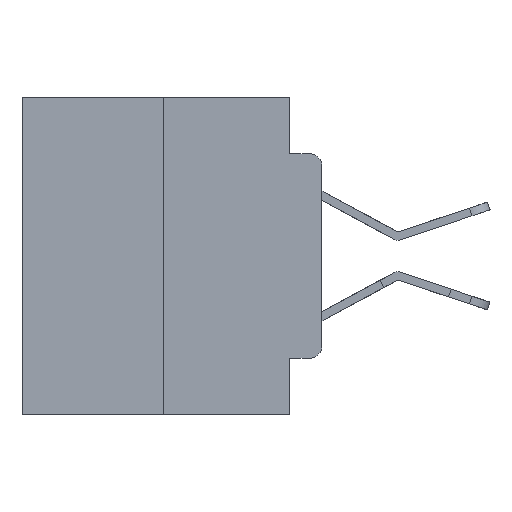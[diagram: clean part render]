
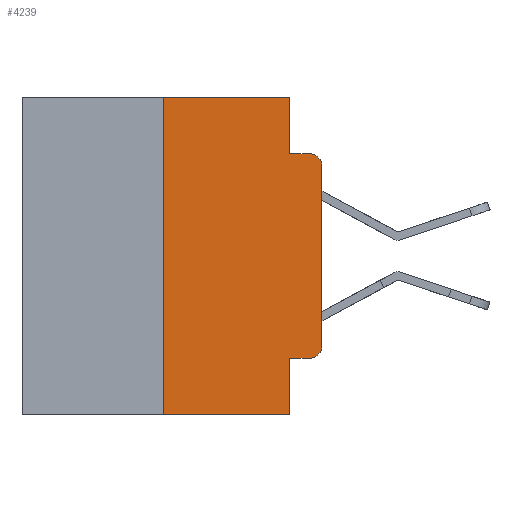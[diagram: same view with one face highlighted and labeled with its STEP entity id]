
A CAD part, left-side view. The second image highlights one B-rep face of the part: STEP entity #4239.
In plain terms, the highlighted planar face has unit normal (-1, 0, 0).
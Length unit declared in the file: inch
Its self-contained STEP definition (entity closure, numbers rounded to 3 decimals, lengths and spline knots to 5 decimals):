
#71 = VERTEX_POINT ( 'NONE', #13964 ) ;
#773 = DIRECTION ( 'NONE',  ( 0., 0., -1. ) ) ;
#802 = LINE ( 'NONE', #16639, #7338 ) ;
#806 = CARTESIAN_POINT ( 'NONE',  ( 0., 0.02, -0.0885 ) ) ;
#1197 = VERTEX_POINT ( 'NONE', #19884 ) ;
#1204 = CARTESIAN_POINT ( 'NONE',  ( 0., 0.02, -0.3915 ) ) ;
#1765 = DIRECTION ( 'NONE',  ( 0., 0., 1. ) ) ;
#1967 = CARTESIAN_POINT ( 'NONE',  ( 0., 0., -0.1085 ) ) ;
#2091 = VECTOR ( 'NONE', #19489, 39.37008 ) ;
#2506 = ORIENTED_EDGE ( 'NONE', *, *, #9473, .T. ) ;
#3185 = VECTOR ( 'NONE', #8517, 39.37008 ) ;
#3479 = DIRECTION ( 'NONE',  ( 0., 0., -1. ) ) ;
#3504 = DIRECTION ( 'NONE',  ( 0., -1., 0. ) ) ;
#3708 = DIRECTION ( 'NONE',  ( 0., 0., -1. ) ) ;
#3947 = VERTEX_POINT ( 'NONE', #10544 ) ;
#4075 = VECTOR ( 'NONE', #10162, 39.37008 ) ;
#4239 = ADVANCED_FACE ( 'NONE', ( #15198 ), #4575, .F. ) ;
#4315 = CARTESIAN_POINT ( 'NONE',  ( 0., 0.051, 0. ) ) ;
#4333 = VERTEX_POINT ( 'NONE', #806 ) ;
#4390 = CARTESIAN_POINT ( 'NONE',  ( 0., 0.051, 0. ) ) ;
#4465 = VECTOR ( 'NONE', #3504, 39.37008 ) ;
#4473 = VERTEX_POINT ( 'NONE', #17746 ) ;
#4575 = PLANE ( 'NONE',  #19943 ) ;
#4578 = ORIENTED_EDGE ( 'NONE', *, *, #21697, .F. ) ;
#4610 = ORIENTED_EDGE ( 'NONE', *, *, #16451, .F. ) ;
#4628 = CARTESIAN_POINT ( 'NONE',  ( 0., 0.473, 0. ) ) ;
#5326 = EDGE_LOOP ( 'NONE', ( #6955, #2506, #9602, #4610, #4578, #15813, #21932, #22292, #17391, #5591 ) ) ;
#5455 = LINE ( 'NONE', #10078, #4075 ) ;
#5591 = ORIENTED_EDGE ( 'NONE', *, *, #23329, .T. ) ;
#5853 = VERTEX_POINT ( 'NONE', #19949 ) ;
#5913 = LINE ( 'NONE', #22517, #10178 ) ;
#6955 = ORIENTED_EDGE ( 'NONE', *, *, #10844, .T. ) ;
#7338 = VECTOR ( 'NONE', #1765, 39.37008 ) ;
#8517 = DIRECTION ( 'NONE',  ( 0., 0., -1. ) ) ;
#8675 = DIRECTION ( 'NONE',  ( 0., 0., -1. ) ) ;
#9473 = EDGE_CURVE ( 'NONE', #19292, #4333, #13963, .T. ) ;
#9602 = ORIENTED_EDGE ( 'NONE', *, *, #15082, .F. ) ;
#9971 = AXIS2_PLACEMENT_3D ( 'NONE', #1204, #16135, #3479 ) ;
#10078 = CARTESIAN_POINT ( 'NONE',  ( 0., 0., 0. ) ) ;
#10090 = LINE ( 'NONE', #14092, #4465 ) ;
#10107 = LINE ( 'NONE', #4390, #25264 ) ;
#10128 = DIRECTION ( 'NONE',  ( 1., 0., 0. ) ) ;
#10162 = DIRECTION ( 'NONE',  ( 0., 0., 1. ) ) ;
#10178 = VECTOR ( 'NONE', #12235, 39.37008 ) ;
#10275 = DIRECTION ( 'NONE',  ( 0., -1., 0. ) ) ;
#10544 = CARTESIAN_POINT ( 'NONE',  ( 0., 0.051, -0.4115 ) ) ;
#10844 = EDGE_CURVE ( 'NONE', #71, #19292, #5455, .T. ) ;
#12235 = DIRECTION ( 'NONE',  ( 0., -1., 0. ) ) ;
#13671 = DIRECTION ( 'NONE',  ( -1., 0., 0. ) ) ;
#13963 = CIRCLE ( 'NONE', #24915, 0.02 ) ;
#13964 = CARTESIAN_POINT ( 'NONE',  ( 0., 0., -0.3915 ) ) ;
#14092 = CARTESIAN_POINT ( 'NONE',  ( 0., 0.473, -0.5 ) ) ;
#14106 = LINE ( 'NONE', #22692, #24960 ) ;
#15082 = EDGE_CURVE ( 'NONE', #25946, #4333, #5913, .T. ) ;
#15198 = FACE_OUTER_BOUND ( 'NONE', #5326, .T. ) ;
#15813 = ORIENTED_EDGE ( 'NONE', *, *, #19237, .F. ) ;
#16135 = DIRECTION ( 'NONE',  ( -1., 0., 0. ) ) ;
#16451 = EDGE_CURVE ( 'NONE', #1197, #25946, #10107, .T. ) ;
#16639 = CARTESIAN_POINT ( 'NONE',  ( 0., 0.25, 0. ) ) ;
#16828 = EDGE_CURVE ( 'NONE', #5853, #26366, #10090, .T. ) ;
#16979 = CARTESIAN_POINT ( 'NONE',  ( 0., 0.051, -0.0885 ) ) ;
#17391 = ORIENTED_EDGE ( 'NONE', *, *, #21982, .T. ) ;
#17746 = CARTESIAN_POINT ( 'NONE',  ( 0., 0.02, -0.4115 ) ) ;
#19237 = EDGE_CURVE ( 'NONE', #5853, #26918, #802, .T. ) ;
#19292 = VERTEX_POINT ( 'NONE', #1967 ) ;
#19489 = DIRECTION ( 'NONE',  ( 0., -1., 0. ) ) ;
#19884 = CARTESIAN_POINT ( 'NONE',  ( 0., 0.051, 0. ) ) ;
#19943 = AXIS2_PLACEMENT_3D ( 'NONE', #4628, #10128, #3708 ) ;
#19949 = CARTESIAN_POINT ( 'NONE',  ( 0., 0.25, -0.5 ) ) ;
#19976 = LINE ( 'NONE', #4315, #3185 ) ;
#20608 = EDGE_CURVE ( 'NONE', #3947, #26366, #19976, .T. ) ;
#21697 = EDGE_CURVE ( 'NONE', #26918, #1197, #14106, .T. ) ;
#21932 = ORIENTED_EDGE ( 'NONE', *, *, #16828, .T. ) ;
#21982 = EDGE_CURVE ( 'NONE', #3947, #4473, #24367, .T. ) ;
#22292 = ORIENTED_EDGE ( 'NONE', *, *, #20608, .F. ) ;
#22517 = CARTESIAN_POINT ( 'NONE',  ( 0., 0.051, -0.0885 ) ) ;
#22692 = CARTESIAN_POINT ( 'NONE',  ( 0., 0.473, 0. ) ) ;
#23329 = EDGE_CURVE ( 'NONE', #4473, #71, #25563, .T. ) ;
#23484 = CARTESIAN_POINT ( 'NONE',  ( 0., 0.051, -0.4115 ) ) ;
#24256 = CARTESIAN_POINT ( 'NONE',  ( 0., 0.25, 0. ) ) ;
#24367 = LINE ( 'NONE', #23484, #2091 ) ;
#24528 = CARTESIAN_POINT ( 'NONE',  ( 0., 0.051, -0.5 ) ) ;
#24915 = AXIS2_PLACEMENT_3D ( 'NONE', #25898, #13671, #773 ) ;
#24960 = VECTOR ( 'NONE', #10275, 39.37008 ) ;
#25264 = VECTOR ( 'NONE', #8675, 39.37008 ) ;
#25563 = CIRCLE ( 'NONE', #9971, 0.02 ) ;
#25898 = CARTESIAN_POINT ( 'NONE',  ( 0., 0.02, -0.1085 ) ) ;
#25946 = VERTEX_POINT ( 'NONE', #16979 ) ;
#26366 = VERTEX_POINT ( 'NONE', #24528 ) ;
#26918 = VERTEX_POINT ( 'NONE', #24256 ) ;
